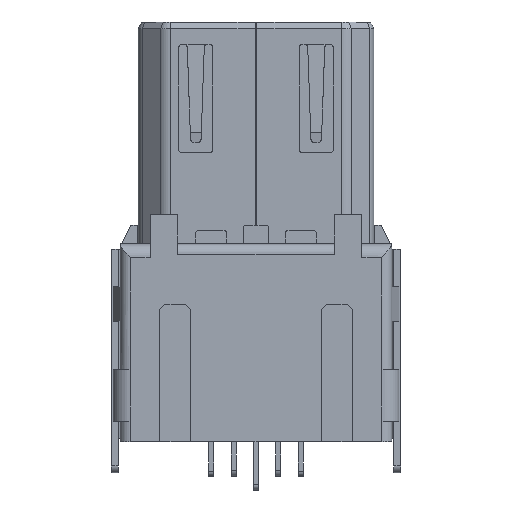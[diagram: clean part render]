
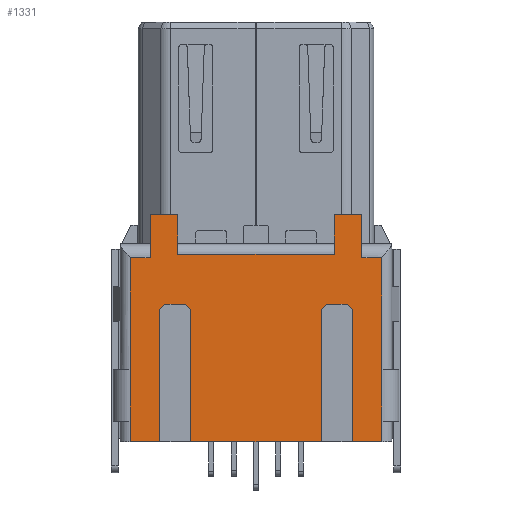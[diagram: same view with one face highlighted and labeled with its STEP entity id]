
A CAD part, front view. The second image highlights one B-rep face of the part: STEP entity #1331.
In plain terms, the highlighted planar face has unit normal (0, -1, 0).
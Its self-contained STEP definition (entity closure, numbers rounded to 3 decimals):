
#1278 = EDGE_CURVE('',#1279,#1281,#1283,.T.);
#1279 = VERTEX_POINT('',#1280);
#1280 = CARTESIAN_POINT('',(-3.65,-2.1,5.349));
#1281 = VERTEX_POINT('',#1282);
#1282 = CARTESIAN_POINT('',(-3.075,-2.1,5.349));
#1283 = LINE('',#1284,#1285);
#1284 = CARTESIAN_POINT('',(-3.95,-2.1,5.349));
#1285 = VECTOR('',#1286,1.);
#1286 = DIRECTION('',(1.,0.,0.));
#1331 = ADVANCED_FACE('',(#1332),#1549,.F.);
#1332 = FACE_BOUND('',#1333,.T.);
#1333 = EDGE_LOOP('',(#1334,#1342,#1350,#1358,#1366,#1374,#1382,#1390,
    #1398,#1406,#1414,#1422,#1430,#1438,#1446,#1454,#1462,#1470,#1478,
    #1486,#1494,#1502,#1510,#1518,#1526,#1534,#1542,#1548));
#1334 = ORIENTED_EDGE('',*,*,#1335,.F.);
#1335 = EDGE_CURVE('',#1336,#1279,#1338,.T.);
#1336 = VERTEX_POINT('',#1337);
#1337 = CARTESIAN_POINT('',(-3.65,-2.1,2.1));
#1338 = LINE('',#1339,#1340);
#1339 = CARTESIAN_POINT('',(-3.65,-2.1,2.1));
#1340 = VECTOR('',#1341,1.);
#1341 = DIRECTION('',(0.,0.,1.));
#1342 = ORIENTED_EDGE('',*,*,#1343,.F.);
#1343 = EDGE_CURVE('',#1344,#1336,#1346,.T.);
#1344 = VERTEX_POINT('',#1345);
#1345 = CARTESIAN_POINT('',(-3.65,-2.1,0.6));
#1346 = LINE('',#1347,#1348);
#1347 = CARTESIAN_POINT('',(-3.65,-2.1,0.6));
#1348 = VECTOR('',#1349,1.);
#1349 = DIRECTION('',(0.,0.,1.));
#1350 = ORIENTED_EDGE('',*,*,#1351,.F.);
#1351 = EDGE_CURVE('',#1352,#1344,#1354,.T.);
#1352 = VERTEX_POINT('',#1353);
#1353 = CARTESIAN_POINT('',(-3.65,-2.1,0.));
#1354 = LINE('',#1355,#1356);
#1355 = CARTESIAN_POINT('',(-3.65,-2.1,0.));
#1356 = VECTOR('',#1357,1.);
#1357 = DIRECTION('',(0.,0.,1.));
#1358 = ORIENTED_EDGE('',*,*,#1359,.F.);
#1359 = EDGE_CURVE('',#1360,#1352,#1362,.T.);
#1360 = VERTEX_POINT('',#1361);
#1361 = CARTESIAN_POINT('',(-2.8,-2.1,0.));
#1362 = LINE('',#1363,#1364);
#1363 = CARTESIAN_POINT('',(-2.8,-2.1,0.));
#1364 = VECTOR('',#1365,1.);
#1365 = DIRECTION('',(-1.,0.,0.));
#1366 = ORIENTED_EDGE('',*,*,#1367,.T.);
#1367 = EDGE_CURVE('',#1360,#1368,#1370,.T.);
#1368 = VERTEX_POINT('',#1369);
#1369 = CARTESIAN_POINT('',(-2.8,-2.1,3.85));
#1370 = LINE('',#1371,#1372);
#1371 = CARTESIAN_POINT('',(-2.8,-2.1,0.));
#1372 = VECTOR('',#1373,1.);
#1373 = DIRECTION('',(0.,0.,1.));
#1374 = ORIENTED_EDGE('',*,*,#1375,.F.);
#1375 = EDGE_CURVE('',#1376,#1368,#1378,.T.);
#1376 = VERTEX_POINT('',#1377);
#1377 = CARTESIAN_POINT('',(-2.65,-2.1,4.));
#1378 = LINE('',#1379,#1380);
#1379 = CARTESIAN_POINT('',(-2.65,-2.1,4.));
#1380 = VECTOR('',#1381,1.);
#1381 = DIRECTION('',(-0.707,0.,-0.707));
#1382 = ORIENTED_EDGE('',*,*,#1383,.T.);
#1383 = EDGE_CURVE('',#1376,#1384,#1386,.T.);
#1384 = VERTEX_POINT('',#1385);
#1385 = CARTESIAN_POINT('',(-2.05,-2.1,4.));
#1386 = LINE('',#1387,#1388);
#1387 = CARTESIAN_POINT('',(-2.65,-2.1,4.));
#1388 = VECTOR('',#1389,1.);
#1389 = DIRECTION('',(1.,0.,0.));
#1390 = ORIENTED_EDGE('',*,*,#1391,.F.);
#1391 = EDGE_CURVE('',#1392,#1384,#1394,.T.);
#1392 = VERTEX_POINT('',#1393);
#1393 = CARTESIAN_POINT('',(-1.9,-2.1,3.85));
#1394 = LINE('',#1395,#1396);
#1395 = CARTESIAN_POINT('',(-1.9,-2.1,3.85));
#1396 = VECTOR('',#1397,1.);
#1397 = DIRECTION('',(-0.707,0.,0.707));
#1398 = ORIENTED_EDGE('',*,*,#1399,.T.);
#1399 = EDGE_CURVE('',#1392,#1400,#1402,.T.);
#1400 = VERTEX_POINT('',#1401);
#1401 = CARTESIAN_POINT('',(-1.9,-2.1,0.));
#1402 = LINE('',#1403,#1404);
#1403 = CARTESIAN_POINT('',(-1.9,-2.1,3.85));
#1404 = VECTOR('',#1405,1.);
#1405 = DIRECTION('',(0.,0.,-1.));
#1406 = ORIENTED_EDGE('',*,*,#1407,.F.);
#1407 = EDGE_CURVE('',#1408,#1400,#1410,.T.);
#1408 = VERTEX_POINT('',#1409);
#1409 = CARTESIAN_POINT('',(1.9,-2.1,0.));
#1410 = LINE('',#1411,#1412);
#1411 = CARTESIAN_POINT('',(1.9,-2.1,0.));
#1412 = VECTOR('',#1413,1.);
#1413 = DIRECTION('',(-1.,0.,0.));
#1414 = ORIENTED_EDGE('',*,*,#1415,.T.);
#1415 = EDGE_CURVE('',#1408,#1416,#1418,.T.);
#1416 = VERTEX_POINT('',#1417);
#1417 = CARTESIAN_POINT('',(1.9,-2.1,3.85));
#1418 = LINE('',#1419,#1420);
#1419 = CARTESIAN_POINT('',(1.9,-2.1,0.));
#1420 = VECTOR('',#1421,1.);
#1421 = DIRECTION('',(0.,0.,1.));
#1422 = ORIENTED_EDGE('',*,*,#1423,.F.);
#1423 = EDGE_CURVE('',#1424,#1416,#1426,.T.);
#1424 = VERTEX_POINT('',#1425);
#1425 = CARTESIAN_POINT('',(2.05,-2.1,4.));
#1426 = LINE('',#1427,#1428);
#1427 = CARTESIAN_POINT('',(2.05,-2.1,4.));
#1428 = VECTOR('',#1429,1.);
#1429 = DIRECTION('',(-0.707,0.,-0.707));
#1430 = ORIENTED_EDGE('',*,*,#1431,.T.);
#1431 = EDGE_CURVE('',#1424,#1432,#1434,.T.);
#1432 = VERTEX_POINT('',#1433);
#1433 = CARTESIAN_POINT('',(2.65,-2.1,4.));
#1434 = LINE('',#1435,#1436);
#1435 = CARTESIAN_POINT('',(2.05,-2.1,4.));
#1436 = VECTOR('',#1437,1.);
#1437 = DIRECTION('',(1.,0.,0.));
#1438 = ORIENTED_EDGE('',*,*,#1439,.F.);
#1439 = EDGE_CURVE('',#1440,#1432,#1442,.T.);
#1440 = VERTEX_POINT('',#1441);
#1441 = CARTESIAN_POINT('',(2.8,-2.1,3.85));
#1442 = LINE('',#1443,#1444);
#1443 = CARTESIAN_POINT('',(2.8,-2.1,3.85));
#1444 = VECTOR('',#1445,1.);
#1445 = DIRECTION('',(-0.707,0.,0.707));
#1446 = ORIENTED_EDGE('',*,*,#1447,.T.);
#1447 = EDGE_CURVE('',#1440,#1448,#1450,.T.);
#1448 = VERTEX_POINT('',#1449);
#1449 = CARTESIAN_POINT('',(2.8,-2.1,0.));
#1450 = LINE('',#1451,#1452);
#1451 = CARTESIAN_POINT('',(2.8,-2.1,3.85));
#1452 = VECTOR('',#1453,1.);
#1453 = DIRECTION('',(0.,0.,-1.));
#1454 = ORIENTED_EDGE('',*,*,#1455,.F.);
#1455 = EDGE_CURVE('',#1456,#1448,#1458,.T.);
#1456 = VERTEX_POINT('',#1457);
#1457 = CARTESIAN_POINT('',(3.65,-2.1,0.));
#1458 = LINE('',#1459,#1460);
#1459 = CARTESIAN_POINT('',(3.65,-2.1,0.));
#1460 = VECTOR('',#1461,1.);
#1461 = DIRECTION('',(-1.,0.,0.));
#1462 = ORIENTED_EDGE('',*,*,#1463,.F.);
#1463 = EDGE_CURVE('',#1464,#1456,#1466,.T.);
#1464 = VERTEX_POINT('',#1465);
#1465 = CARTESIAN_POINT('',(3.65,-2.1,0.6));
#1466 = LINE('',#1467,#1468);
#1467 = CARTESIAN_POINT('',(3.65,-2.1,0.6));
#1468 = VECTOR('',#1469,1.);
#1469 = DIRECTION('',(0.,0.,-1.));
#1470 = ORIENTED_EDGE('',*,*,#1471,.F.);
#1471 = EDGE_CURVE('',#1472,#1464,#1474,.T.);
#1472 = VERTEX_POINT('',#1473);
#1473 = CARTESIAN_POINT('',(3.65,-2.1,2.1));
#1474 = LINE('',#1475,#1476);
#1475 = CARTESIAN_POINT('',(3.65,-2.1,2.1));
#1476 = VECTOR('',#1477,1.);
#1477 = DIRECTION('',(0.,0.,-1.));
#1478 = ORIENTED_EDGE('',*,*,#1479,.F.);
#1479 = EDGE_CURVE('',#1480,#1472,#1482,.T.);
#1480 = VERTEX_POINT('',#1481);
#1481 = CARTESIAN_POINT('',(3.65,-2.1,5.35));
#1482 = LINE('',#1483,#1484);
#1483 = CARTESIAN_POINT('',(3.65,-2.1,5.35));
#1484 = VECTOR('',#1485,1.);
#1485 = DIRECTION('',(0.,0.,-1.));
#1486 = ORIENTED_EDGE('',*,*,#1487,.T.);
#1487 = EDGE_CURVE('',#1480,#1488,#1490,.T.);
#1488 = VERTEX_POINT('',#1489);
#1489 = CARTESIAN_POINT('',(3.075,-2.1,5.35));
#1490 = LINE('',#1491,#1492);
#1491 = CARTESIAN_POINT('',(3.95,-2.1,5.35));
#1492 = VECTOR('',#1493,1.);
#1493 = DIRECTION('',(-1.,0.,0.));
#1494 = ORIENTED_EDGE('',*,*,#1495,.T.);
#1495 = EDGE_CURVE('',#1488,#1496,#1498,.T.);
#1496 = VERTEX_POINT('',#1497);
#1497 = CARTESIAN_POINT('',(3.075,-2.1,6.6));
#1498 = LINE('',#1499,#1500);
#1499 = CARTESIAN_POINT('',(3.075,-2.1,5.35));
#1500 = VECTOR('',#1501,1.);
#1501 = DIRECTION('',(0.,0.,1.));
#1502 = ORIENTED_EDGE('',*,*,#1503,.F.);
#1503 = EDGE_CURVE('',#1504,#1496,#1506,.T.);
#1504 = VERTEX_POINT('',#1505);
#1505 = CARTESIAN_POINT('',(2.275,-2.1,6.6));
#1506 = LINE('',#1507,#1508);
#1507 = CARTESIAN_POINT('',(2.275,-2.1,6.6));
#1508 = VECTOR('',#1509,1.);
#1509 = DIRECTION('',(1.,0.,0.));
#1510 = ORIENTED_EDGE('',*,*,#1511,.T.);
#1511 = EDGE_CURVE('',#1504,#1512,#1514,.T.);
#1512 = VERTEX_POINT('',#1513);
#1513 = CARTESIAN_POINT('',(2.275,-2.1,5.45));
#1514 = LINE('',#1515,#1516);
#1515 = CARTESIAN_POINT('',(2.275,-2.1,6.3));
#1516 = VECTOR('',#1517,1.);
#1517 = DIRECTION('',(0.,0.,-1.));
#1518 = ORIENTED_EDGE('',*,*,#1519,.T.);
#1519 = EDGE_CURVE('',#1512,#1520,#1522,.T.);
#1520 = VERTEX_POINT('',#1521);
#1521 = CARTESIAN_POINT('',(-2.275,-2.1,5.45));
#1522 = LINE('',#1523,#1524);
#1523 = CARTESIAN_POINT('',(2.275,-2.1,5.45));
#1524 = VECTOR('',#1525,1.);
#1525 = DIRECTION('',(-1.,0.,0.));
#1526 = ORIENTED_EDGE('',*,*,#1527,.T.);
#1527 = EDGE_CURVE('',#1520,#1528,#1530,.T.);
#1528 = VERTEX_POINT('',#1529);
#1529 = CARTESIAN_POINT('',(-2.275,-2.1,6.6));
#1530 = LINE('',#1531,#1532);
#1531 = CARTESIAN_POINT('',(-2.275,-2.1,5.45));
#1532 = VECTOR('',#1533,1.);
#1533 = DIRECTION('',(0.,0.,1.));
#1534 = ORIENTED_EDGE('',*,*,#1535,.F.);
#1535 = EDGE_CURVE('',#1536,#1528,#1538,.T.);
#1536 = VERTEX_POINT('',#1537);
#1537 = CARTESIAN_POINT('',(-3.075,-2.1,6.6));
#1538 = LINE('',#1539,#1540);
#1539 = CARTESIAN_POINT('',(-3.075,-2.1,6.6));
#1540 = VECTOR('',#1541,1.);
#1541 = DIRECTION('',(1.,0.,0.));
#1542 = ORIENTED_EDGE('',*,*,#1543,.T.);
#1543 = EDGE_CURVE('',#1536,#1281,#1544,.T.);
#1544 = LINE('',#1545,#1546);
#1545 = CARTESIAN_POINT('',(-3.075,-2.1,6.3));
#1546 = VECTOR('',#1547,1.);
#1547 = DIRECTION('',(0.,0.,-1.));
#1548 = ORIENTED_EDGE('',*,*,#1278,.F.);
#1549 = PLANE('',#1550);
#1550 = AXIS2_PLACEMENT_3D('',#1551,#1552,#1553);
#1551 = CARTESIAN_POINT('',(0.,-2.1,3.3));
#1552 = DIRECTION('',(0.,1.,0.));
#1553 = DIRECTION('',(1.,0.,0.));
